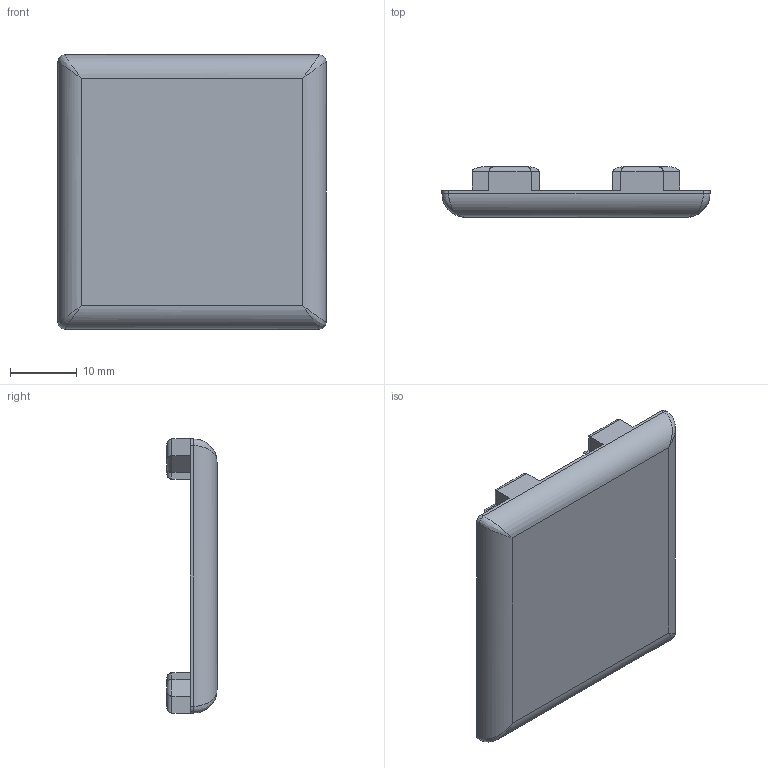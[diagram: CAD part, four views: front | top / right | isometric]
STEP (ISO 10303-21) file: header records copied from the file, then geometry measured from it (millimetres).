
FILE_DESCRIPTION(/* description */ (''),/* implementation_level */ '2;1');
FILE_NAME(/* name */ 'Endkappe 40x40 4 Pin.step',/* time_stamp */ '2022-09-22T16:45:58+02:00',/* author */ (''),/* organization */ (''),/* preprocessor_version */ 'ST-DEVELOPER v19',/* originating_system */ 'Autodesk Translation Framework v11.7.0.108',/* authorisation */ '');
FILE_SCHEMA (('AUTOMOTIVE_DESIGN { 1 0 10303 214 3 1 1 }'));
Length unit declared in the file: millimetre
Products named in the file (1): Endcap 4040
Bounding box: 40.2 x 7.52 x 41.1 mm (x, y, z)
Volume: 6769.1 mm3; surface area: 4068.7 mm2
Topology: 1 solids, 1 shells, 98 faces, 240 edges, 140 vertices
Faces by surface type: cylinder 48, plane 46, bspline 4
Entity records: 2917 total; most frequent: CARTESIAN_POINT 591, DIRECTION 482, ORIENTED_EDGE 472, EDGE_CURVE 236, LINE 180, VECTOR 180, AXIS2_PLACEMENT_3D 151, VERTEX_POINT 140
